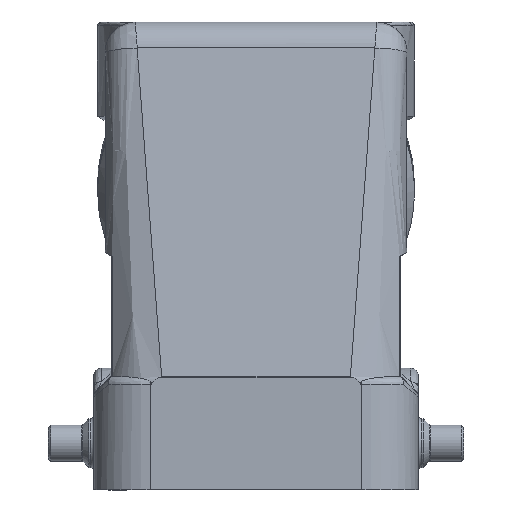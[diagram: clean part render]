
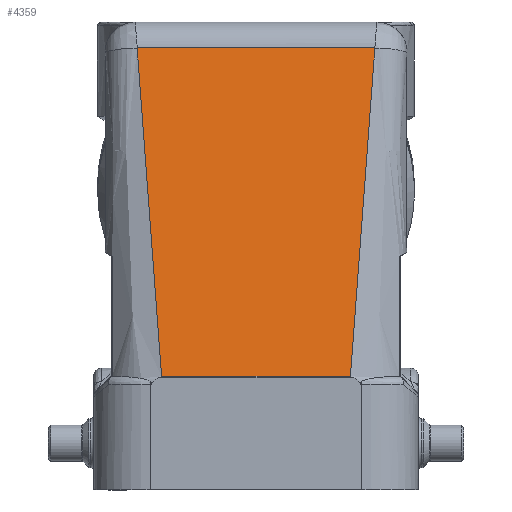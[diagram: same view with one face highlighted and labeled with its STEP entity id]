
A CAD part, left-side view. The second image highlights one B-rep face of the part: STEP entity #4359.
In plain terms, the highlighted planar face has unit normal (-0.99, 0, 0.139).
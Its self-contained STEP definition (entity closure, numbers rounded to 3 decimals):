
#2664=PLANE('',#8840);
#2848=FACE_OUTER_BOUND('',#4919,.T.);
#3144=LINE('',#10858,#3667);
#3157=LINE('',#10960,#3680);
#3158=LINE('',#10963,#3681);
#3159=LINE('',#10964,#3682);
#3667=VECTOR('',#9326,1.);
#3680=VECTOR('',#9359,1.);
#3681=VECTOR('',#9360,1.);
#3682=VECTOR('',#9361,1.);
#4359=ADVANCED_FACE('',(#2848),#2664,.T.);
#4919=EDGE_LOOP('',(#5369,#5370,#5371,#5372));
#5369=ORIENTED_EDGE('',*,*,#7781,.T.);
#5370=ORIENTED_EDGE('',*,*,#7782,.T.);
#5371=ORIENTED_EDGE('',*,*,#7754,.T.);
#5372=ORIENTED_EDGE('',*,*,#7783,.T.);
#7143=VERTEX_POINT('',#10857);
#7144=VERTEX_POINT('',#10859);
#7165=VERTEX_POINT('',#10961);
#7166=VERTEX_POINT('',#10962);
#7754=EDGE_CURVE('',#7144,#7143,#3144,.T.);
#7781=EDGE_CURVE('',#7165,#7166,#3157,.T.);
#7782=EDGE_CURVE('',#7166,#7144,#3158,.T.);
#7783=EDGE_CURVE('',#7143,#7165,#3159,.T.);
#8840=AXIS2_PLACEMENT_3D('',#10965,#9362,#9363);
#9326=DIRECTION('',(0.,1.,0.));
#9359=DIRECTION('',(0.,-1.,0.));
#9360=DIRECTION('',(0.139,-0.074,0.988));
#9361=DIRECTION('',(-0.139,-0.074,-0.988));
#9362=DIRECTION('',(-0.99,0.,0.139));
#9363=DIRECTION('',(-0.139,0.,-0.99));
#10857=CARTESIAN_POINT('',(-53.879,15.744,58.557));
#10858=CARTESIAN_POINT('',(-53.879,-15.744,58.557));
#10859=CARTESIAN_POINT('',(-53.879,-15.744,58.557));
#10960=CARTESIAN_POINT('',(-59.99,12.505,15.069));
#10961=CARTESIAN_POINT('',(-59.99,12.505,15.069));
#10962=CARTESIAN_POINT('',(-59.99,-12.505,15.069));
#10963=CARTESIAN_POINT('',(-59.99,-12.505,15.069));
#10964=CARTESIAN_POINT('',(-53.879,15.744,58.557));
#10965=CARTESIAN_POINT('',(-53.05,16.744,64.449));
